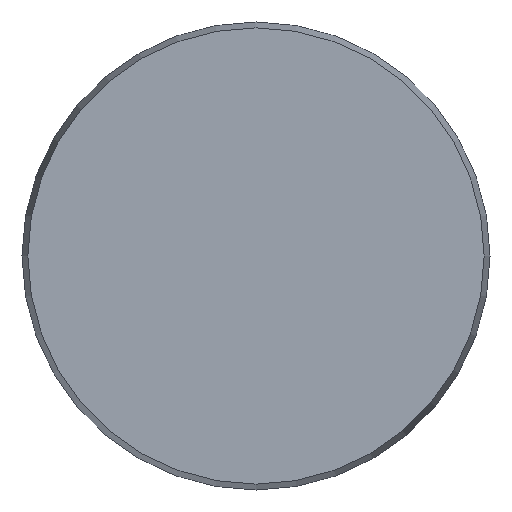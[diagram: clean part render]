
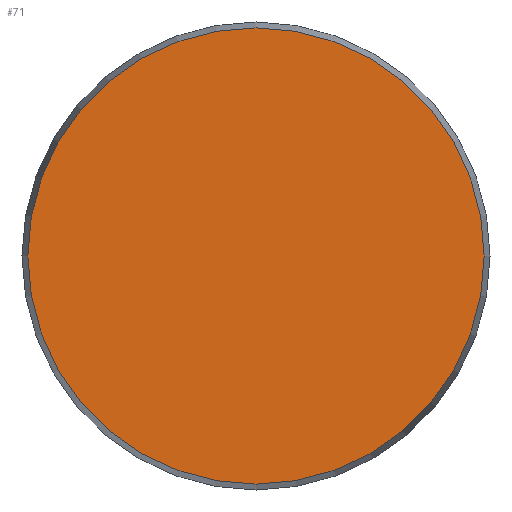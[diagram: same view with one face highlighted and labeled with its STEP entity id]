
A CAD part, front view. The second image highlights one B-rep face of the part: STEP entity #71.
In plain terms, the highlighted planar face has unit normal (0, -1, 0).
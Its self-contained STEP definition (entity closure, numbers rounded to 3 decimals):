
#71 = ADVANCED_FACE( '', ( #167 ), #168, .F. );
#167 = FACE_OUTER_BOUND( '', #298, .T. );
#168 = PLANE( '', #299 );
#298 = EDGE_LOOP( '', ( #521 ) );
#299 = AXIS2_PLACEMENT_3D( '', #522, #523, #524 );
#521 = ORIENTED_EDGE( '', *, *, #777, .T. );
#522 = CARTESIAN_POINT( '', ( 58.5, 0., 0. ) );
#523 = DIRECTION( '', ( 0., 1., 0. ) );
#524 = DIRECTION( '', ( 0., 0., 1. ) );
#777 = EDGE_CURVE( '', #900, #900, #901, .T. );
#900 = VERTEX_POINT( '', #1128 );
#901 = CIRCLE( '', #1129, 58.5 );
#1128 = CARTESIAN_POINT( '', ( 0., 0., -58.5 ) );
#1129 = AXIS2_PLACEMENT_3D( '', #1316, #1317, #1318 );
#1316 = CARTESIAN_POINT( '', ( 0., 0., 0. ) );
#1317 = DIRECTION( '', ( 0., -1., 0. ) );
#1318 = DIRECTION( '', ( 0., 0., -1. ) );
